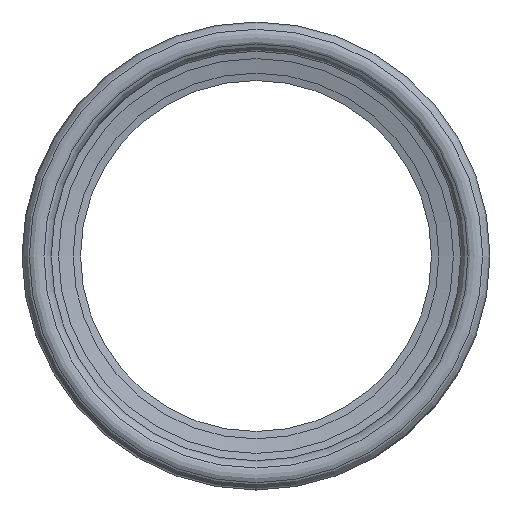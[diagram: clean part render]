
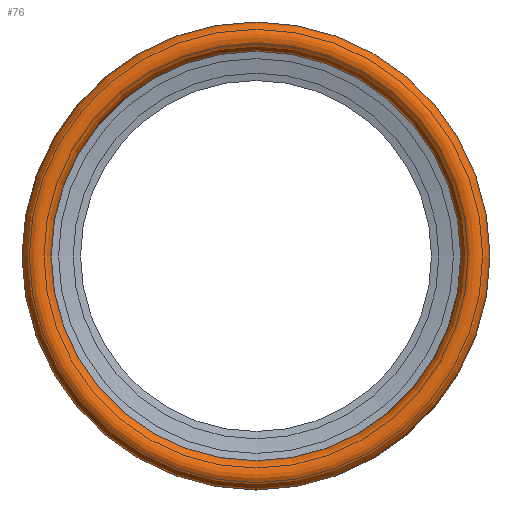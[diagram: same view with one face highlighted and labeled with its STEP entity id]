
A CAD part, left-side view. The second image highlights one B-rep face of the part: STEP entity #76.
In plain terms, the highlighted toroidal (fillet/blend) face has major radius 3.75 mm and minor radius 0.25 mm.
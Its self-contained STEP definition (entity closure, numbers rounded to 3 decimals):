
#76 = ADVANCED_FACE( '', ( #164, #165 ), #166, .T. );
#164 = FACE_OUTER_BOUND( '', #419, .T. );
#165 = FACE_OUTER_BOUND( '', #420, .T. );
#166 = TOROIDAL_SURFACE( '', #421, 3.75, 0.25 );
#419 = EDGE_LOOP( '', ( #676 ) );
#420 = EDGE_LOOP( '', ( #677 ) );
#421 = AXIS2_PLACEMENT_3D( '', #678, #679, #680 );
#676 = ORIENTED_EDGE( '', *, *, #1098, .T. );
#677 = ORIENTED_EDGE( '', *, *, #1096, .F. );
#678 = CARTESIAN_POINT( '', ( 0., 0., 0. ) );
#679 = DIRECTION( '', ( 1., 0., 0. ) );
#680 = DIRECTION( '', ( 0., 0., -1. ) );
#1096 = EDGE_CURVE( '', #1181, #1181, #1182, .T. );
#1098 = EDGE_CURVE( '', #1185, #1185, #1186, .T. );
#1181 = VERTEX_POINT( '', #1351 );
#1182 = CIRCLE( '', #1352, 4. );
#1185 = VERTEX_POINT( '', #1355 );
#1186 = CIRCLE( '', #1356, 3.5 );
#1351 = CARTESIAN_POINT( '', ( 0., 0., -4. ) );
#1352 = AXIS2_PLACEMENT_3D( '', #1521, #1522, #1523 );
#1355 = CARTESIAN_POINT( '', ( 0., 0., -3.5 ) );
#1356 = AXIS2_PLACEMENT_3D( '', #1527, #1528, #1529 );
#1521 = CARTESIAN_POINT( '', ( 0., 0., 0. ) );
#1522 = DIRECTION( '', ( 1., 0., 0. ) );
#1523 = DIRECTION( '', ( 0., 0., -1. ) );
#1527 = CARTESIAN_POINT( '', ( 0., 0., 0. ) );
#1528 = DIRECTION( '', ( 1., 0., 0. ) );
#1529 = DIRECTION( '', ( 0., 0., -1. ) );
